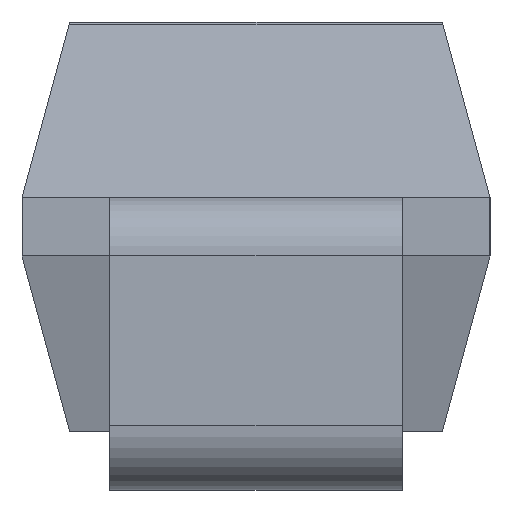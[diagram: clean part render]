
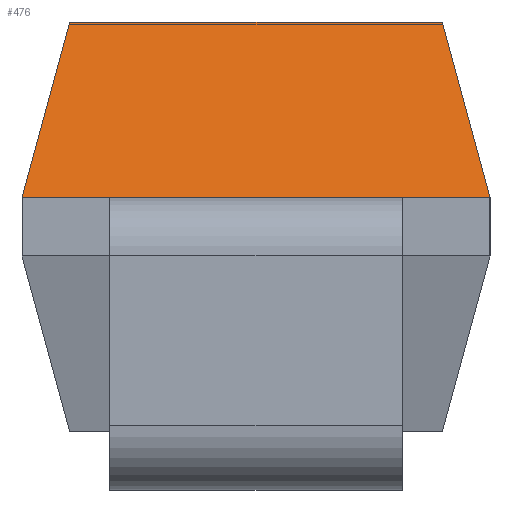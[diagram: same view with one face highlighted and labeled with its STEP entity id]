
A CAD part, left-side view. The second image highlights one B-rep face of the part: STEP entity #476.
In plain terms, the highlighted planar face has unit normal (-0.965, 0, 0.262).
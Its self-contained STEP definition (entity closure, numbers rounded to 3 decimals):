
#14 = DIRECTION ( 'NONE',  ( 0., 1., 0. ) ) ;
#29 = ORIENTED_EDGE ( 'NONE', *, *, #919, .F. ) ;
#40 = EDGE_CURVE ( 'NONE', #704, #63, #1248, .T. ) ;
#42 = DIRECTION ( 'NONE',  ( 0.254, -0.254, 0.933 ) ) ;
#49 = LINE ( 'NONE', #230, #744 ) ;
#63 = VERTEX_POINT ( 'NONE', #460 ) ;
#84 = CARTESIAN_POINT ( 'NONE',  ( -1.437, -0.8, 1.6 ) ) ;
#97 = CARTESIAN_POINT ( 'NONE',  ( -1.437, 0.637, 1.6 ) ) ;
#123 = PLANE ( 'NONE',  #192 ) ;
#166 = DIRECTION ( 'NONE',  ( 0., -1., 0. ) ) ;
#192 = AXIS2_PLACEMENT_3D ( 'NONE', #804, #638, #1197 ) ;
#230 = CARTESIAN_POINT ( 'NONE',  ( -1.396, 0.596, 1.751 ) ) ;
#405 = VERTEX_POINT ( 'NONE', #1210 ) ;
#418 = CARTESIAN_POINT ( 'NONE',  ( -1.396, -0.596, 1.751 ) ) ;
#458 = EDGE_CURVE ( 'NONE', #405, #704, #49, .T. ) ;
#460 = CARTESIAN_POINT ( 'NONE',  ( -1.437, -0.637, 1.6 ) ) ;
#476 = ADVANCED_FACE ( 'NONE', ( #818 ), #123, .T. ) ;
#636 = ORIENTED_EDGE ( 'NONE', *, *, #1249, .T. ) ;
#638 = DIRECTION ( 'NONE',  ( -0.965, 0., 0.262 ) ) ;
#679 = CARTESIAN_POINT ( 'NONE',  ( -1.6, -0.8, 1. ) ) ;
#700 = CARTESIAN_POINT ( 'NONE',  ( -1.6, 0.8, 1. ) ) ;
#704 = VERTEX_POINT ( 'NONE', #97 ) ;
#723 = EDGE_LOOP ( 'NONE', ( #636, #789, #865, #29 ) ) ;
#744 = VECTOR ( 'NONE', #42, 1000. ) ;
#789 = ORIENTED_EDGE ( 'NONE', *, *, #40, .F. ) ;
#804 = CARTESIAN_POINT ( 'NONE',  ( -1.437, 0., 1.6 ) ) ;
#806 = VECTOR ( 'NONE', #166, 1000. ) ;
#807 = VECTOR ( 'NONE', #875, 1000. ) ;
#818 = FACE_OUTER_BOUND ( 'NONE', #723, .T. ) ;
#825 = VERTEX_POINT ( 'NONE', #679 ) ;
#865 = ORIENTED_EDGE ( 'NONE', *, *, #458, .F. ) ;
#875 = DIRECTION ( 'NONE',  ( 0.254, 0.254, 0.933 ) ) ;
#903 = LINE ( 'NONE', #700, #967 ) ;
#919 = EDGE_CURVE ( 'NONE', #825, #405, #903, .T. ) ;
#967 = VECTOR ( 'NONE', #14, 1000. ) ;
#1063 = LINE ( 'NONE', #418, #807 ) ;
#1197 = DIRECTION ( 'NONE',  ( 0., 1., 0. ) ) ;
#1210 = CARTESIAN_POINT ( 'NONE',  ( -1.6, 0.8, 1. ) ) ;
#1248 = LINE ( 'NONE', #84, #806 ) ;
#1249 = EDGE_CURVE ( 'NONE', #825, #63, #1063, .T. ) ;
